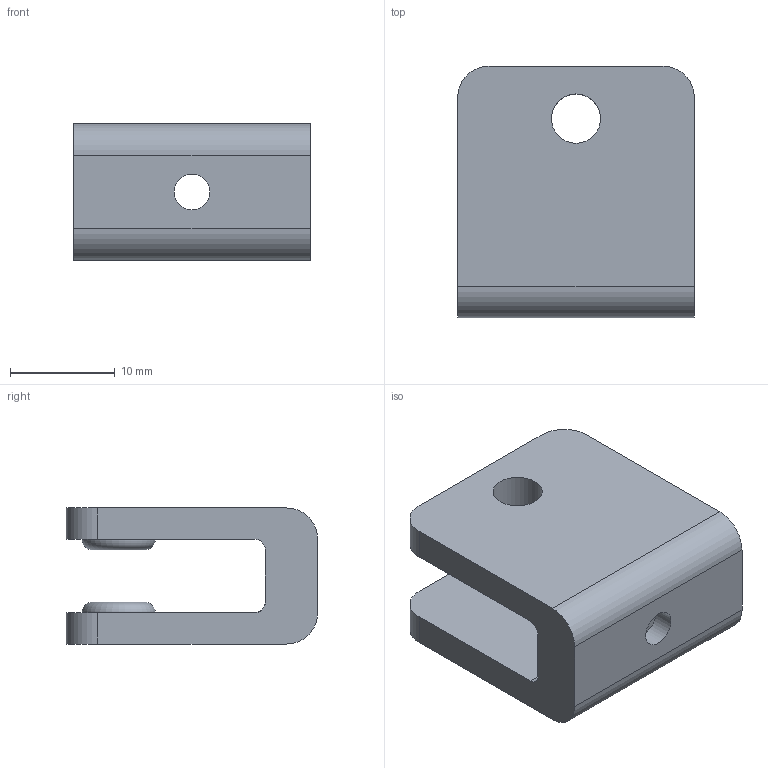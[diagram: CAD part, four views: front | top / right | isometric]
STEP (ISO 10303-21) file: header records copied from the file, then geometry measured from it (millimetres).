
FILE_DESCRIPTION(('FreeCAD Model'),'2;1');
FILE_NAME('Z_Belt_Tensioner_Middle.step','2018-09-14T15:29:00',('Author'),('' ),'Open CASCADE STEP processor 6.8','FreeCAD','Unknown');
FILE_SCHEMA(('AUTOMOTIVE_DESIGN_CC2 { 1 2 10303 214 -1 1 5 4 }'));
Length unit declared in the file: millimetre
Products named in the file (2): ASSEMBLY; Z_Tensioner_Bearing_Holder001
Assembly tree (1 placements, depth 2):
  ASSEMBLY
    Z_Tensioner_Bearing_Holder001
Bounding box: 22.6 x 24 x 13 mm (x, y, z)
Volume: 3785.7 mm3; surface area: 2904.3 mm2
Topology: 1 solids, 1 shells, 43 faces, 108 edges, 69 vertices
Faces by surface type: plane 20, cylinder 15, bspline 6, torus 2
Full cylindrical faces by diameter (mm): 3.4 x1, 4.7 x2, 7 x2
Entity records: 2942 total; most frequent: CARTESIAN_POINT 854, DIRECTION 358, ORIENTED_EDGE 216, PCURVE 216, DEFINITIONAL_REPRESENTATION 216, LINE 207, VECTOR 207, EDGE_CURVE 108
